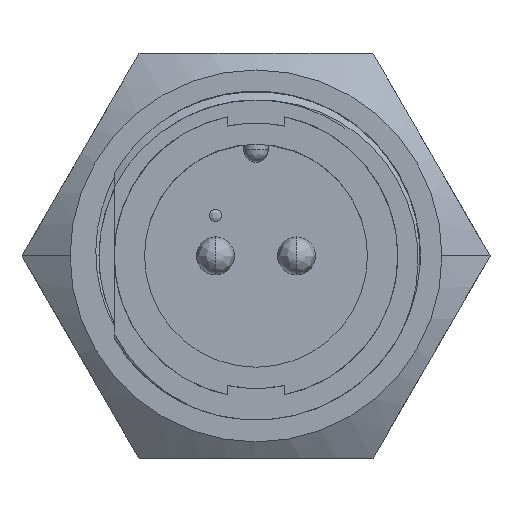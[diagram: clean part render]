
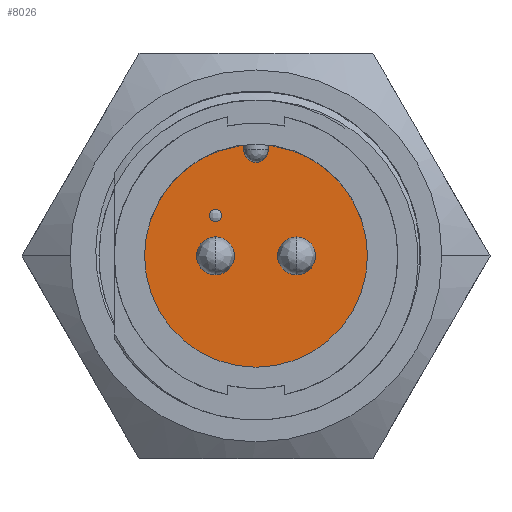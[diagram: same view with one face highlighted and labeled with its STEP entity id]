
A CAD part, top view. The second image highlights one B-rep face of the part: STEP entity #8026.
In plain terms, the highlighted planar face has unit normal (0, 0, 1).
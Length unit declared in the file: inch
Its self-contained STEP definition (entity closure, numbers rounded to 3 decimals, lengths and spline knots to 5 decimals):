
#259 = DIRECTION ( 'NONE',  ( 0., 0., 1. ) ) ;
#260 = DIRECTION ( 'NONE',  ( -1., 0., 0. ) ) ;
#270 = CARTESIAN_POINT ( 'NONE',  ( 0.1, 0., 0.326 ) ) ;
#550 = DIRECTION ( 'NONE',  ( -1., 0., 0. ) ) ;
#551 = DIRECTION ( 'NONE',  ( 0., 0., 1. ) ) ;
#553 = CARTESIAN_POINT ( 'NONE',  ( 0., 0.261, 0.326 ) ) ;
#1248 = VECTOR ( 'NONE', #3887, 39.37008 ) ;
#1267 = AXIS2_PLACEMENT_3D ( 'NONE', #4159, #4154, #4144 ) ;
#1407 = VECTOR ( 'NONE', #11638, 39.37008 ) ;
#1483 = VERTEX_POINT ( 'NONE', #2244 ) ;
#1583 = CARTESIAN_POINT ( 'NONE',  ( -0.14668, 0.00001, 0.326 ) ) ;
#1585 = CARTESIAN_POINT ( 'NONE',  ( -0.05332, 0.00001, 0.326 ) ) ;
#1601 = VERTEX_POINT ( 'NONE', #2363 ) ;
#1607 = VERTEX_POINT ( 'NONE', #2371 ) ;
#1623 = CARTESIAN_POINT ( 'NONE',  ( 0.03, 0.27336, 0.326 ) ) ;
#1642 = CARTESIAN_POINT ( 'NONE',  ( 0.03, 0.261, 0.326 ) ) ;
#1704 = CARTESIAN_POINT ( 'NONE',  ( -0.03, 0.27336, 0.326 ) ) ;
#1712 = CARTESIAN_POINT ( 'NONE',  ( -0.085, 0.1, 0.326 ) ) ;
#1719 = CARTESIAN_POINT ( 'NONE',  ( 0.14668, 0., 0.326 ) ) ;
#1804 = VERTEX_POINT ( 'NONE', #1585 ) ;
#1836 = CARTESIAN_POINT ( 'NONE',  ( -0.115, 0.1, 0.326 ) ) ;
#1903 = VERTEX_POINT ( 'NONE', #2169 ) ;
#2047 = VERTEX_POINT ( 'NONE', #1836 ) ;
#2063 = VERTEX_POINT ( 'NONE', #1719 ) ;
#2068 = VERTEX_POINT ( 'NONE', #1712 ) ;
#2082 = VERTEX_POINT ( 'NONE', #1583 ) ;
#2169 = CARTESIAN_POINT ( 'NONE',  ( 0.275, 0., 0.326 ) ) ;
#2178 = CARTESIAN_POINT ( 'NONE',  ( 0., 0., 0.326 ) ) ;
#2183 = DIRECTION ( 'NONE',  ( 0., 0., 1. ) ) ;
#2188 = DIRECTION ( 'NONE',  ( -1., 0., 0. ) ) ;
#2244 = CARTESIAN_POINT ( 'NONE',  ( -0.03, 0.261, 0.326 ) ) ;
#2363 = CARTESIAN_POINT ( 'NONE',  ( 0.05332, 0., 0.326 ) ) ;
#2371 = CARTESIAN_POINT ( 'NONE',  ( -0.275, 0., 0.326 ) ) ;
#3133 = AXIS2_PLACEMENT_3D ( 'NONE', #270, #259, #260 ) ;
#3145 = AXIS2_PLACEMENT_3D ( 'NONE', #2178, #2183, #2188 ) ;
#3887 = DIRECTION ( 'NONE',  ( 0., 1., 0. ) ) ;
#3890 = CARTESIAN_POINT ( 'NONE',  ( 0.03, 0., 0.326 ) ) ;
#3893 = LINE ( 'NONE', #3890, #1248 ) ;
#4144 = DIRECTION ( 'NONE',  ( -1., 0., 0. ) ) ;
#4154 = DIRECTION ( 'NONE',  ( 0., 0., 1. ) ) ;
#4159 = CARTESIAN_POINT ( 'NONE',  ( -0.1, 0.00001, 0.326 ) ) ;
#4456 = DIRECTION ( 'NONE',  ( -1., 0., 0. ) ) ;
#4457 = DIRECTION ( 'NONE',  ( 0., 0., 1. ) ) ;
#4459 = CARTESIAN_POINT ( 'NONE',  ( -0.1, 0.1, 0.326 ) ) ;
#5470 = ORIENTED_EDGE ( 'NONE', *, *, #8463, .F. ) ;
#5472 = ORIENTED_EDGE ( 'NONE', *, *, #8309, .T. ) ;
#5473 = ORIENTED_EDGE ( 'NONE', *, *, #7896, .T. ) ;
#5478 = ORIENTED_EDGE ( 'NONE', *, *, #8206, .T. ) ;
#5479 = ORIENTED_EDGE ( 'NONE', *, *, #7970, .F. ) ;
#5480 = ORIENTED_EDGE ( 'NONE', *, *, #7936, .F. ) ;
#5481 = ORIENTED_EDGE ( 'NONE', *, *, #7911, .F. ) ;
#5482 = ORIENTED_EDGE ( 'NONE', *, *, #8659, .F. ) ;
#5485 = ORIENTED_EDGE ( 'NONE', *, *, #8134, .F. ) ;
#5686 = ORIENTED_EDGE ( 'NONE', *, *, #8453, .F. ) ;
#5688 = ORIENTED_EDGE ( 'NONE', *, *, #7949, .F. ) ;
#6067 = ORIENTED_EDGE ( 'NONE', *, *, #8016, .F. ) ;
#6109 = DIRECTION ( 'NONE',  ( -1., 0., 0. ) ) ;
#6111 = DIRECTION ( 'NONE',  ( 0., 0., -1. ) ) ;
#6113 = CARTESIAN_POINT ( 'NONE',  ( 0., 0., 0.326 ) ) ;
#6115 = PLANE ( 'NONE',  #9443 ) ;
#6807 = EDGE_LOOP ( 'NONE', ( #5485, #5481 ) ) ;
#6812 = EDGE_LOOP ( 'NONE', ( #5688, #5686 ) ) ;
#6988 = VERTEX_POINT ( 'NONE', #1623 ) ;
#7055 = VERTEX_POINT ( 'NONE', #1642 ) ;
#7165 = EDGE_LOOP ( 'NONE', ( #5480, #5482, #5478, #5472, #5473, #5470 ) ) ;
#7179 = EDGE_LOOP ( 'NONE', ( #5479, #6067 ) ) ;
#7225 = VERTEX_POINT ( 'NONE', #1704 ) ;
#7887 = CIRCLE ( 'NONE', #1267, 0.04668 ) ;
#7896 = EDGE_CURVE ( 'NONE', #1903, #6988, #8173, .T. ) ;
#7911 = EDGE_CURVE ( 'NONE', #2063, #1601, #8693, .T. ) ;
#7936 = EDGE_CURVE ( 'NONE', #1483, #7055, #8620, .T. ) ;
#7949 = EDGE_CURVE ( 'NONE', #2082, #1804, #8680, .T. ) ;
#7958 = CIRCLE ( 'NONE', #9219, 0.275 ) ;
#7970 = EDGE_CURVE ( 'NONE', #2047, #2068, #8622, .T. ) ;
#8016 = EDGE_CURVE ( 'NONE', #2068, #2047, #8255, .T. ) ;
#8026 = ADVANCED_FACE ( 'NONE', ( #9462, #9441, #9430, #9426 ), #6115, .F. ) ;
#8134 = EDGE_CURVE ( 'NONE', #1601, #2063, #8538, .T. ) ;
#8173 = CIRCLE ( 'NONE', #3145, 0.275 ) ;
#8206 = EDGE_CURVE ( 'NONE', #7225, #1607, #8231, .T. ) ;
#8231 = CIRCLE ( 'NONE', #9704, 0.275 ) ;
#8255 = CIRCLE ( 'NONE', #9485, 0.015 ) ;
#8309 = EDGE_CURVE ( 'NONE', #1607, #1903, #7958, .T. ) ;
#8453 = EDGE_CURVE ( 'NONE', #1804, #2082, #7887, .T. ) ;
#8463 = EDGE_CURVE ( 'NONE', #7055, #6988, #3893, .T. ) ;
#8538 = CIRCLE ( 'NONE', #9072, 0.04668 ) ;
#8620 = CIRCLE ( 'NONE', #9695, 0.03 ) ;
#8622 = CIRCLE ( 'NONE', #9605, 0.015 ) ;
#8659 = EDGE_CURVE ( 'NONE', #7225, #1483, #11441, .T. ) ;
#8680 = CIRCLE ( 'NONE', #9661, 0.04668 ) ;
#8693 = CIRCLE ( 'NONE', #3133, 0.04668 ) ;
#9072 = AXIS2_PLACEMENT_3D ( 'NONE', #14337, #14351, #14354 ) ;
#9219 = AXIS2_PLACEMENT_3D ( 'NONE', #10236, #10226, #10223 ) ;
#9426 = FACE_OUTER_BOUND ( 'NONE', #7165, .T. ) ;
#9430 = FACE_BOUND ( 'NONE', #7179, .T. ) ;
#9441 = FACE_BOUND ( 'NONE', #6807, .T. ) ;
#9443 = AXIS2_PLACEMENT_3D ( 'NONE', #6113, #6111, #6109 ) ;
#9462 = FACE_BOUND ( 'NONE', #6812, .T. ) ;
#9485 = AXIS2_PLACEMENT_3D ( 'NONE', #4459, #4457, #4456 ) ;
#9605 = AXIS2_PLACEMENT_3D ( 'NONE', #15306, #15063, #15081 ) ;
#9661 = AXIS2_PLACEMENT_3D ( 'NONE', #15774, #15752, #15754 ) ;
#9695 = AXIS2_PLACEMENT_3D ( 'NONE', #553, #551, #550 ) ;
#9704 = AXIS2_PLACEMENT_3D ( 'NONE', #12863, #12845, #12841 ) ;
#10223 = DIRECTION ( 'NONE',  ( -1., 0., 0. ) ) ;
#10226 = DIRECTION ( 'NONE',  ( 0., 0., 1. ) ) ;
#10236 = CARTESIAN_POINT ( 'NONE',  ( 0., 0., 0.326 ) ) ;
#11441 = LINE ( 'NONE', #11455, #1407 ) ;
#11455 = CARTESIAN_POINT ( 'NONE',  ( -0.03, 0., 0.326 ) ) ;
#11638 = DIRECTION ( 'NONE',  ( 0., -1., 0. ) ) ;
#12841 = DIRECTION ( 'NONE',  ( -1., 0., 0. ) ) ;
#12845 = DIRECTION ( 'NONE',  ( 0., 0., 1. ) ) ;
#12863 = CARTESIAN_POINT ( 'NONE',  ( 0., 0., 0.326 ) ) ;
#14337 = CARTESIAN_POINT ( 'NONE',  ( 0.1, 0., 0.326 ) ) ;
#14351 = DIRECTION ( 'NONE',  ( 0., 0., 1. ) ) ;
#14354 = DIRECTION ( 'NONE',  ( -1., 0., 0. ) ) ;
#15063 = DIRECTION ( 'NONE',  ( 0., 0., 1. ) ) ;
#15081 = DIRECTION ( 'NONE',  ( -1., 0., 0. ) ) ;
#15306 = CARTESIAN_POINT ( 'NONE',  ( -0.1, 0.1, 0.326 ) ) ;
#15752 = DIRECTION ( 'NONE',  ( 0., 0., 1. ) ) ;
#15754 = DIRECTION ( 'NONE',  ( -1., 0., 0. ) ) ;
#15774 = CARTESIAN_POINT ( 'NONE',  ( -0.1, 0.00001, 0.326 ) ) ;
